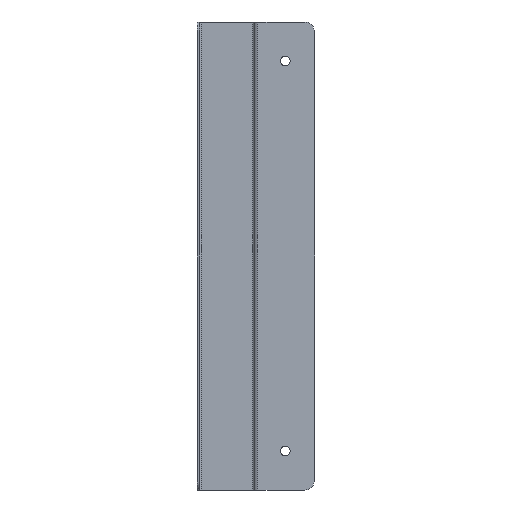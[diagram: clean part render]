
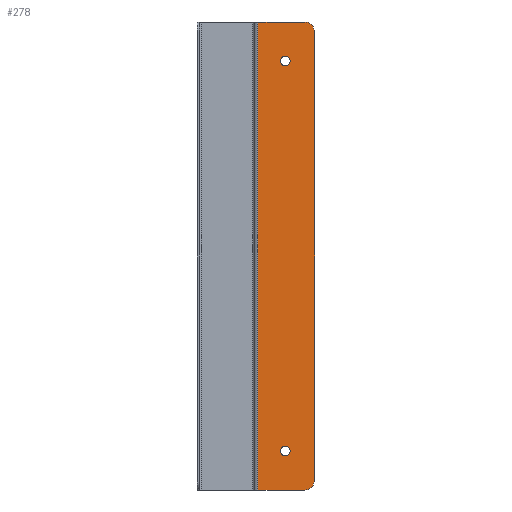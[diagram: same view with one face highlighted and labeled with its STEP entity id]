
A CAD part, front view. The second image highlights one B-rep face of the part: STEP entity #278.
In plain terms, the highlighted planar face has unit normal (0, -1, 0).
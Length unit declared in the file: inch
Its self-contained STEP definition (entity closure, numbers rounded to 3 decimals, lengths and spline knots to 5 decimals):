
#23 = CIRCLE ( 'NONE', #510, 0.25 ) ;
#46 = CARTESIAN_POINT ( 'NONE',  ( 1.25, -0.548, -6. ) ) ;
#55 = CARTESIAN_POINT ( 'NONE',  ( 0.047, -0.548, 6. ) ) ;
#56 = DIRECTION ( 'NONE',  ( 0., 0., 1. ) ) ;
#72 = DIRECTION ( 'NONE',  ( 0., 0., 1. ) ) ;
#73 = DIRECTION ( 'NONE',  ( 0., 0., 1. ) ) ;
#80 = EDGE_LOOP ( 'NONE', ( #539 ) ) ;
#84 = ORIENTED_EDGE ( 'NONE', *, *, #117, .T. ) ;
#92 = DIRECTION ( 'NONE',  ( 0., 1., 0. ) ) ;
#95 = ORIENTED_EDGE ( 'NONE', *, *, #827, .T. ) ;
#117 = EDGE_CURVE ( 'NONE', #543, #712, #826, .T. ) ;
#133 = PLANE ( 'NONE',  #147 ) ;
#147 = AXIS2_PLACEMENT_3D ( 'NONE', #398, #92, #149 ) ;
#149 = DIRECTION ( 'NONE',  ( 0., 0., 1. ) ) ;
#153 = EDGE_CURVE ( 'NONE', #470, #470, #807, .T. ) ;
#169 = VERTEX_POINT ( 'NONE', #729 ) ;
#173 = VERTEX_POINT ( 'NONE', #521 ) ;
#175 = CARTESIAN_POINT ( 'NONE',  ( 1.5, -0.548, 0. ) ) ;
#178 = EDGE_CURVE ( 'NONE', #543, #485, #23, .T. ) ;
#184 = EDGE_CURVE ( 'NONE', #541, #541, #851, .T. ) ;
#198 = CARTESIAN_POINT ( 'NONE',  ( 1.5, -0.548, 5.75 ) ) ;
#206 = DIRECTION ( 'NONE',  ( 0., 0., 1. ) ) ;
#209 = DIRECTION ( 'NONE',  ( 0., 1., 0. ) ) ;
#211 = LINE ( 'NONE', #467, #758 ) ;
#230 = ORIENTED_EDGE ( 'NONE', *, *, #687, .F. ) ;
#254 = ORIENTED_EDGE ( 'NONE', *, *, #184, .T. ) ;
#257 = DIRECTION ( 'NONE',  ( 0., 1., 0. ) ) ;
#266 = VECTOR ( 'NONE', #798, 39.37008 ) ;
#268 = LINE ( 'NONE', #779, #390 ) ;
#278 = ADVANCED_FACE ( 'NONE', ( #784, #462, #722 ), #133, .F. ) ;
#291 = AXIS2_PLACEMENT_3D ( 'NONE', #787, #772, #206 ) ;
#325 = ORIENTED_EDGE ( 'NONE', *, *, #682, .F. ) ;
#336 = AXIS2_PLACEMENT_3D ( 'NONE', #653, #792, #56 ) ;
#390 = VECTOR ( 'NONE', #72, 39.37008 ) ;
#398 = CARTESIAN_POINT ( 'NONE',  ( 1.5, -0.548, -6. ) ) ;
#426 = CIRCLE ( 'NONE', #291, 0.25 ) ;
#431 = EDGE_LOOP ( 'NONE', ( #325, #478, #773, #84, #230, #95 ) ) ;
#435 = DIRECTION ( 'NONE',  ( 0., 0., 1. ) ) ;
#442 = VECTOR ( 'NONE', #435, 39.37008 ) ;
#462 = FACE_BOUND ( 'NONE', #549, .T. ) ;
#467 = CARTESIAN_POINT ( 'NONE',  ( 0.7735, -0.548, -6. ) ) ;
#470 = VERTEX_POINT ( 'NONE', #805 ) ;
#472 = LINE ( 'NONE', #663, #266 ) ;
#478 = ORIENTED_EDGE ( 'NONE', *, *, #733, .F. ) ;
#485 = VERTEX_POINT ( 'NONE', #46 ) ;
#510 = AXIS2_PLACEMENT_3D ( 'NONE', #644, #257, #73 ) ;
#517 = DIRECTION ( 'NONE',  ( 0., 0., 1. ) ) ;
#521 = CARTESIAN_POINT ( 'NONE',  ( 1.25, -0.548, 6. ) ) ;
#539 = ORIENTED_EDGE ( 'NONE', *, *, #153, .T. ) ;
#541 = VERTEX_POINT ( 'NONE', #731 ) ;
#543 = VERTEX_POINT ( 'NONE', #830 ) ;
#549 = EDGE_LOOP ( 'NONE', ( #254 ) ) ;
#644 = CARTESIAN_POINT ( 'NONE',  ( 1.25, -0.548, -5.75 ) ) ;
#653 = CARTESIAN_POINT ( 'NONE',  ( 0.75, -0.548, -5. ) ) ;
#663 = CARTESIAN_POINT ( 'NONE',  ( 0.7735, -0.548, 6. ) ) ;
#681 = VERTEX_POINT ( 'NONE', #55 ) ;
#682 = EDGE_CURVE ( 'NONE', #169, #681, #268, .T. ) ;
#687 = EDGE_CURVE ( 'NONE', #173, #712, #426, .T. ) ;
#712 = VERTEX_POINT ( 'NONE', #198 ) ;
#722 = FACE_OUTER_BOUND ( 'NONE', #431, .T. ) ;
#729 = CARTESIAN_POINT ( 'NONE',  ( 0.047, -0.548, -6. ) ) ;
#731 = CARTESIAN_POINT ( 'NONE',  ( 0.75, -0.548, -4.875 ) ) ;
#733 = EDGE_CURVE ( 'NONE', #485, #169, #211, .T. ) ;
#740 = AXIS2_PLACEMENT_3D ( 'NONE', #788, #209, #517 ) ;
#745 = DIRECTION ( 'NONE',  ( -1., 0., 0. ) ) ;
#758 = VECTOR ( 'NONE', #745, 39.37008 ) ;
#772 = DIRECTION ( 'NONE',  ( 0., 1., 0. ) ) ;
#773 = ORIENTED_EDGE ( 'NONE', *, *, #178, .F. ) ;
#779 = CARTESIAN_POINT ( 'NONE',  ( 0.047, -0.548, -6. ) ) ;
#784 = FACE_BOUND ( 'NONE', #80, .T. ) ;
#787 = CARTESIAN_POINT ( 'NONE',  ( 1.25, -0.548, 5.75 ) ) ;
#788 = CARTESIAN_POINT ( 'NONE',  ( 0.75, -0.548, 5. ) ) ;
#792 = DIRECTION ( 'NONE',  ( 0., 1., 0. ) ) ;
#798 = DIRECTION ( 'NONE',  ( -1., 0., 0. ) ) ;
#805 = CARTESIAN_POINT ( 'NONE',  ( 0.75, -0.548, 5.125 ) ) ;
#807 = CIRCLE ( 'NONE', #740, 0.125 ) ;
#826 = LINE ( 'NONE', #175, #442 ) ;
#827 = EDGE_CURVE ( 'NONE', #173, #681, #472, .T. ) ;
#830 = CARTESIAN_POINT ( 'NONE',  ( 1.5, -0.548, -5.75 ) ) ;
#851 = CIRCLE ( 'NONE', #336, 0.125 ) ;
